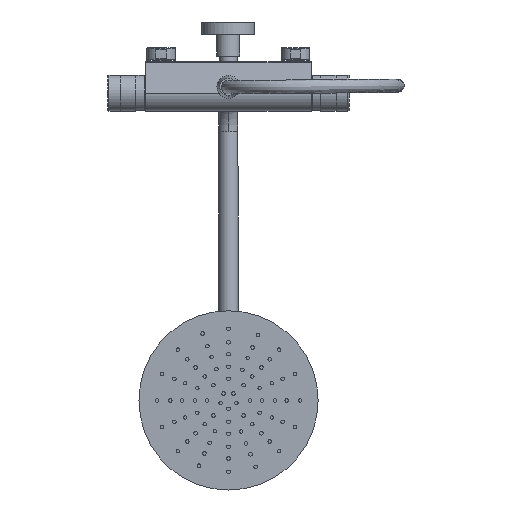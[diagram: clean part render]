
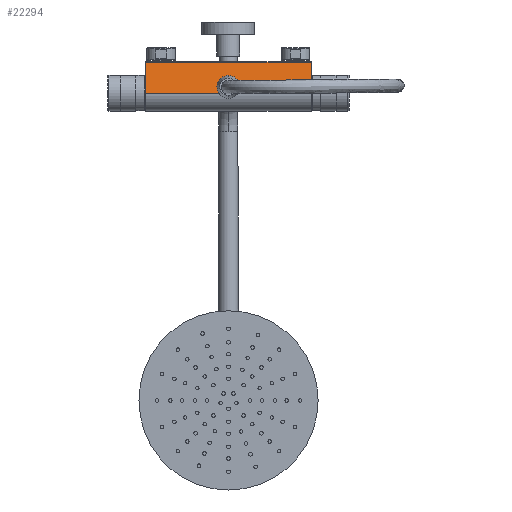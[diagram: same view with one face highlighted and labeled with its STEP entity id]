
A CAD part, front view. The second image highlights one B-rep face of the part: STEP entity #22294.
In plain terms, the highlighted planar face has unit normal (0, -0.985, 0.173).
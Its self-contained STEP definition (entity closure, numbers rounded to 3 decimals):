
#948 = CARTESIAN_POINT ( 'NONE',  ( -92.5, -14.012, 34.173 ) ) ;
#1079 = EDGE_LOOP ( 'NONE', ( #24178, #22711, #14327, #12862, #26303, #14936, #9400 ) ) ;
#1471 = EDGE_CURVE ( 'NONE', #6590, #18645, #3821, .T. ) ;
#1618 = CARTESIAN_POINT ( 'NONE',  ( 14.979, -18.575, 8.134 ) ) ;
#2065 = LINE ( 'NONE', #9429, #12891 ) ;
#2298 = CARTESIAN_POINT ( 'NONE',  ( 92.5, -19.985, 0.087 ) ) ;
#2620 = AXIS2_PLACEMENT_3D ( 'NONE', #3015, #11311, #25513 ) ;
#2718 = CARTESIAN_POINT ( 'NONE',  ( -14.979, -18.575, 8.134 ) ) ;
#3015 = CARTESIAN_POINT ( 'NONE',  ( 92.5, -14.012, 34.173 ) ) ;
#3821 =( BOUNDED_CURVE ( )  B_SPLINE_CURVE ( 3, ( #15760, #13810, #1618, #15855 ),
 .UNSPECIFIED., .F., .F. ) 
 B_SPLINE_CURVE_WITH_KNOTS ( ( 4, 4 ),
 ( 0., 2.273 ),
 .UNSPECIFIED. ) 
 CURVE ( )  GEOMETRIC_REPRESENTATION_ITEM ( )  RATIONAL_B_SPLINE_CURVE ( ( 1., 0.614, 0.614, 1. ) ) 
 REPRESENTATION_ITEM ( '' )  );
#4318 = DIRECTION ( 'NONE',  ( -1., 0., 0. ) ) ;
#4601 = DIRECTION ( 'NONE',  ( -1., 0., 0. ) ) ;
#5165 = CARTESIAN_POINT ( 'NONE',  ( -8.167, -19.985, 0.087 ) ) ;
#5793 = DIRECTION ( 'NONE',  ( -1., 0., 0. ) ) ;
#6327 = VERTEX_POINT ( 'NONE', #2298 ) ;
#6387 = FACE_OUTER_BOUND ( 'NONE', #1079, .T. ) ;
#6590 = VERTEX_POINT ( 'NONE', #11181 ) ;
#6754 = VECTOR ( 'NONE', #5793, 1000. ) ;
#6817 = CARTESIAN_POINT ( 'NONE',  ( 0., -16.898, 17.7 ) ) ;
#7372 = LINE ( 'NONE', #26142, #6754 ) ;
#7738 = EDGE_CURVE ( 'NONE', #14588, #6590, #15578, .T. ) ;
#8069 = CARTESIAN_POINT ( 'NONE',  ( 92.5, -14.012, 34.173 ) ) ;
#8149 = EDGE_CURVE ( 'NONE', #14588, #12634, #8643, .T. ) ;
#8620 = EDGE_CURVE ( 'NONE', #6327, #18645, #7372, .T. ) ;
#8643 = LINE ( 'NONE', #14476, #25497 ) ;
#9238 = PLANE ( 'NONE',  #2620 ) ;
#9400 = ORIENTED_EDGE ( 'NONE', *, *, #20079, .T. ) ;
#9429 = CARTESIAN_POINT ( 'NONE',  ( -92.5, -14.012, 34.173 ) ) ;
#9602 = DIRECTION ( 'NONE',  ( 0., -0.173, -0.985 ) ) ;
#10963 = EDGE_CURVE ( 'NONE', #18914, #20989, #15913, .T. ) ;
#11181 = CARTESIAN_POINT ( 'NONE',  ( 0., -16.898, 17.7 ) ) ;
#11311 = DIRECTION ( 'NONE',  ( 0., 0.985, -0.173 ) ) ;
#11399 = CARTESIAN_POINT ( 'NONE',  ( 8.167, -19.985, 0.087 ) ) ;
#12381 = VECTOR ( 'NONE', #23248, 1000. ) ;
#12634 = VERTEX_POINT ( 'NONE', #13179 ) ;
#12862 = ORIENTED_EDGE ( 'NONE', *, *, #8620, .F. ) ;
#12891 = VECTOR ( 'NONE', #9602, 1000. ) ;
#13179 = CARTESIAN_POINT ( 'NONE',  ( -92.5, -19.985, 0.087 ) ) ;
#13810 = CARTESIAN_POINT ( 'NONE',  ( 10.544, -16.898, 17.7 ) ) ;
#14327 = ORIENTED_EDGE ( 'NONE', *, *, #1471, .T. ) ;
#14476 = CARTESIAN_POINT ( 'NONE',  ( 92.5, -19.985, 0.087 ) ) ;
#14588 = VERTEX_POINT ( 'NONE', #5165 ) ;
#14936 = ORIENTED_EDGE ( 'NONE', *, *, #10963, .T. ) ;
#15578 =( BOUNDED_CURVE ( )  B_SPLINE_CURVE ( 3, ( #16978, #2718, #18983, #6817 ),
 .UNSPECIFIED., .F., .F. ) 
 B_SPLINE_CURVE_WITH_KNOTS ( ( 4, 4 ),
 ( 4.01, 6.283 ),
 .UNSPECIFIED. ) 
 CURVE ( )  GEOMETRIC_REPRESENTATION_ITEM ( )  RATIONAL_B_SPLINE_CURVE ( ( 1., 0.614, 0.614, 1. ) ) 
 REPRESENTATION_ITEM ( '' )  );
#15760 = CARTESIAN_POINT ( 'NONE',  ( 0., -16.898, 17.7 ) ) ;
#15855 = CARTESIAN_POINT ( 'NONE',  ( 8.167, -19.985, 0.087 ) ) ;
#15913 = LINE ( 'NONE', #20892, #26082 ) ;
#16672 = EDGE_CURVE ( 'NONE', #18914, #6327, #17748, .T. ) ;
#16978 = CARTESIAN_POINT ( 'NONE',  ( -8.167, -19.985, 0.087 ) ) ;
#17068 = CARTESIAN_POINT ( 'NONE',  ( 92.5, -14.012, 34.173 ) ) ;
#17748 = LINE ( 'NONE', #17068, #12381 ) ;
#18645 = VERTEX_POINT ( 'NONE', #11399 ) ;
#18914 = VERTEX_POINT ( 'NONE', #8069 ) ;
#18983 = CARTESIAN_POINT ( 'NONE',  ( -10.544, -16.898, 17.7 ) ) ;
#20079 = EDGE_CURVE ( 'NONE', #20989, #12634, #2065, .T. ) ;
#20892 = CARTESIAN_POINT ( 'NONE',  ( 92.5, -14.012, 34.173 ) ) ;
#20989 = VERTEX_POINT ( 'NONE', #948 ) ;
#22294 = ADVANCED_FACE ( 'NONE', ( #6387 ), #9238, .F. ) ;
#22711 = ORIENTED_EDGE ( 'NONE', *, *, #7738, .T. ) ;
#23248 = DIRECTION ( 'NONE',  ( 0., -0.173, -0.985 ) ) ;
#24178 = ORIENTED_EDGE ( 'NONE', *, *, #8149, .F. ) ;
#25497 = VECTOR ( 'NONE', #4318, 1000. ) ;
#25513 = DIRECTION ( 'NONE',  ( 0., 0.173, 0.985 ) ) ;
#26082 = VECTOR ( 'NONE', #4601, 1000. ) ;
#26142 = CARTESIAN_POINT ( 'NONE',  ( 92.5, -19.985, 0.087 ) ) ;
#26303 = ORIENTED_EDGE ( 'NONE', *, *, #16672, .F. ) ;
